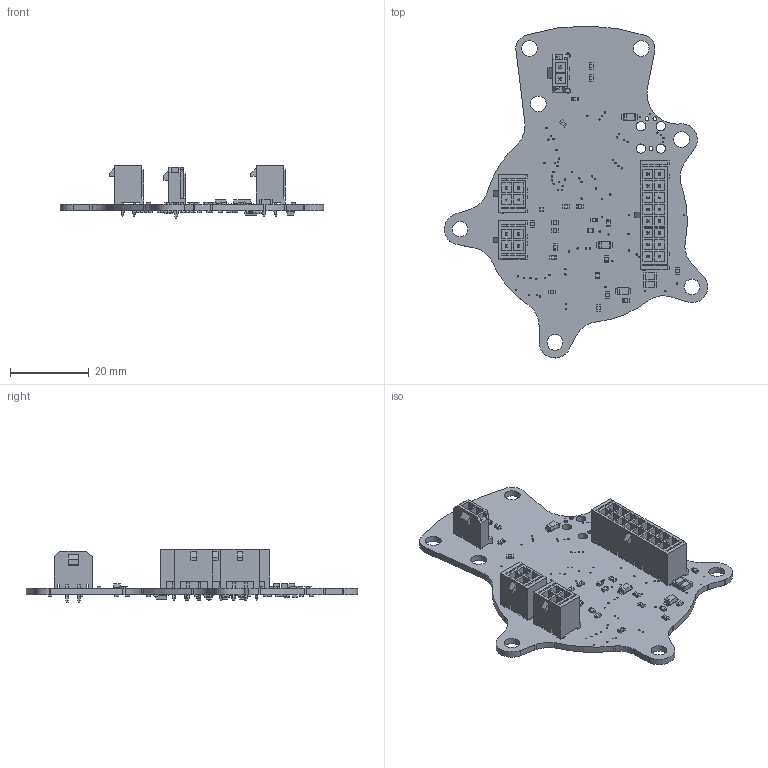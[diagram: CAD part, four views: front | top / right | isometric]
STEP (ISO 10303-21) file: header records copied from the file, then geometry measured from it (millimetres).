
FILE_DESCRIPTION(/* description */ (''),/* implementation_level */ '2;1');
FILE_NAME(/* name */ 'AEV ENC 0.0.1 - 201209.step',/* time_stamp */ '2020-12-09T12:22:22-08:00',/* author */ (''),/* organization */ (''),/* preprocessor_version */ 'ST-DEVELOPER v18.1',/* originating_system */ 'Autodesk Translation Framework v9.7.0.1280',/* authorisation */ '');
FILE_SCHEMA (('AUTOMOTIVE_DESIGN { 1 0 10303 214 3 1 1 }'));
Length unit declared in the file: millimetre
Products named in the file (19): On Axis Encoder; Board; Packages; SOT23; R0603; SODFL3718X115; 66200211122; 66200211122 (1); 6620xx11122_PIN; 66200421122; 66200421122 (1); 6620xx21122_PIN; 66201621122; 66201621122 (1); 6620xx21122_PIN (1); 6620xx21122_PIN2; R0805; C1206; R0603 (1)
Assembly tree (93 placements, depth 4):
  On Axis Encoder
    Board
    Packages
      R0603  x21
      SOT23  x3
      SODFL3718X115  x4
      66200211122
        66200211122 (1)
        6620xx11122_PIN  x2
      66200421122  x2
        66200421122 (1)
        6620xx21122_PIN
      66201621122
        66201621122 (1)
        6620xx21122_PIN (1)  x8
        6620xx21122_PIN2  x8
      R0805  x2
      C1206  x2
      R0603 (1)  x30
Bounding box: 67.05 x 84.54 x 13.56 mm (x, y, z)
Volume: 7535.6 mm3; surface area: 13722.9 mm2
Topology: 93 solids, 93 shells, 4895 faces, 11103 edges, 6476 vertices
Faces by surface type: plane 2519, cylinder 1554, sphere 816, cone 6
Full cylindrical faces by diameter (mm): 0.254 x4, 0.35 x80, 0.65 x6, 1.02 x26, 2.375 x4, 4 x7
Entity records: 43485 total; most frequent: CARTESIAN_POINT 7422, ORIENTED_EDGE 7292, DIRECTION 7002, EDGE_CURVE 3646, LINE 3102, VECTOR 3102, VERTEX_POINT 2370, AXIS2_PLACEMENT_3D 1950
